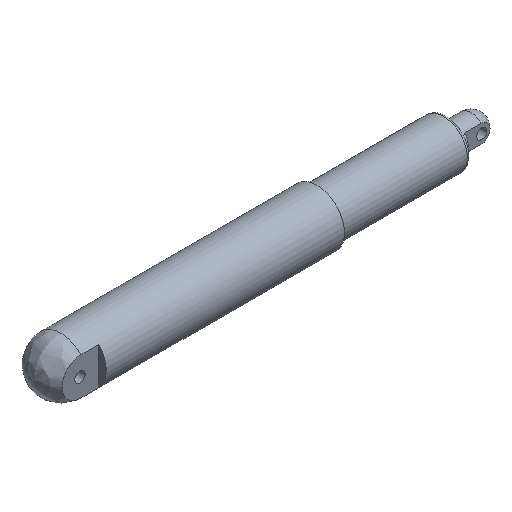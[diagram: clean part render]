
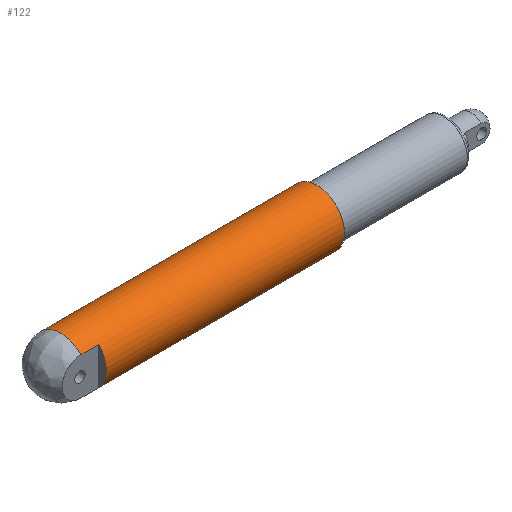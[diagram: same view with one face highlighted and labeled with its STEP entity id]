
A CAD part, isometric view. The second image highlights one B-rep face of the part: STEP entity #122.
In plain terms, the highlighted cylindrical face has radius 8.05 mm (diameter 16.1 mm), a full revolution.
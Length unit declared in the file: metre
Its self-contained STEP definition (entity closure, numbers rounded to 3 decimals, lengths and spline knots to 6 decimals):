
#122 = ADVANCED_FACE( '', ( #223, #224 ), #225, .T. );
#223 = FACE_OUTER_BOUND( '', #328, .T. );
#224 = FACE_OUTER_BOUND( '', #329, .T. );
#225 = CYLINDRICAL_SURFACE( '', #330, 0.00805 );
#328 = EDGE_LOOP( '', ( #467, #468, #469, #470, #471, #472, #473, #474 ) );
#329 = EDGE_LOOP( '', ( #475 ) );
#330 = AXIS2_PLACEMENT_3D( '', #476, #477, #478 );
#467 = ORIENTED_EDGE( '', *, *, #623, .F. );
#468 = ORIENTED_EDGE( '', *, *, #624, .T. );
#469 = ORIENTED_EDGE( '', *, *, #625, .T. );
#470 = ORIENTED_EDGE( '', *, *, #626, .F. );
#471 = ORIENTED_EDGE( '', *, *, #627, .F. );
#472 = ORIENTED_EDGE( '', *, *, #628, .T. );
#473 = ORIENTED_EDGE( '', *, *, #629, .T. );
#474 = ORIENTED_EDGE( '', *, *, #630, .F. );
#475 = ORIENTED_EDGE( '', *, *, #609, .T. );
#476 = CARTESIAN_POINT( '', ( -0.083, 0., 0. ) );
#477 = DIRECTION( '', ( -1., 0., 0. ) );
#478 = DIRECTION( '', ( 0., 0., -1. ) );
#609 = EDGE_CURVE( '', #674, #674, #675, .T. );
#623 = EDGE_CURVE( '', #696, #697, #698, .T. );
#624 = EDGE_CURVE( '', #696, #699, #700, .T. );
#625 = EDGE_CURVE( '', #699, #701, #702, .F. );
#626 = EDGE_CURVE( '', #703, #701, #704, .T. );
#627 = EDGE_CURVE( '', #705, #703, #706, .T. );
#628 = EDGE_CURVE( '', #705, #707, #708, .T. );
#629 = EDGE_CURVE( '', #707, #709, #710, .F. );
#630 = EDGE_CURVE( '', #697, #709, #711, .T. );
#674 = VERTEX_POINT( '', #767 );
#675 = CIRCLE( '', #768, 0.00805 );
#696 = VERTEX_POINT( '', #789 );
#697 = VERTEX_POINT( '', #790 );
#698 = CIRCLE( '', #791, 0.00805 );
#699 = VERTEX_POINT( '', #792 );
#700 = LINE( '', #793, #794 );
#701 = VERTEX_POINT( '', #795 );
#702 = CIRCLE( '', #796, 0.00805 );
#703 = VERTEX_POINT( '', #797 );
#704 = LINE( '', #798, #799 );
#705 = VERTEX_POINT( '', #800 );
#706 = CIRCLE( '', #801, 0.00805 );
#707 = VERTEX_POINT( '', #802 );
#708 = LINE( '', #803, #804 );
#709 = VERTEX_POINT( '', #805 );
#710 = CIRCLE( '', #806, 0.00805 );
#711 = LINE( '', #807, #808 );
#767 = CARTESIAN_POINT( '', ( 0., 0., 0.00805 ) );
#768 = AXIS2_PLACEMENT_3D( '', #946, #947, #948 );
#789 = CARTESIAN_POINT( '', ( -0.06975, 0.005875, 0.005503 ) );
#790 = CARTESIAN_POINT( '', ( -0.06975, 0.005875, -0.005503 ) );
#791 = AXIS2_PLACEMENT_3D( '', #970, #971, #972 );
#792 = CARTESIAN_POINT( '', ( -0.075, 0.005875, 0.005503 ) );
#793 = CARTESIAN_POINT( '', ( -0.06975, 0.005875, 0.005503 ) );
#794 = VECTOR( '', #973, 1. );
#795 = CARTESIAN_POINT( '', ( -0.075, -0.005875, 0.005503 ) );
#796 = AXIS2_PLACEMENT_3D( '', #974, #975, #976 );
#797 = CARTESIAN_POINT( '', ( -0.06975, -0.005875, 0.005503 ) );
#798 = CARTESIAN_POINT( '', ( -0.06975, -0.005875, 0.005503 ) );
#799 = VECTOR( '', #977, 1. );
#800 = CARTESIAN_POINT( '', ( -0.06975, -0.005875, -0.005503 ) );
#801 = AXIS2_PLACEMENT_3D( '', #978, #979, #980 );
#802 = CARTESIAN_POINT( '', ( -0.075, -0.005875, -0.005503 ) );
#803 = CARTESIAN_POINT( '', ( -0.06975, -0.005875, -0.005503 ) );
#804 = VECTOR( '', #981, 1. );
#805 = CARTESIAN_POINT( '', ( -0.075, 0.005875, -0.005503 ) );
#806 = AXIS2_PLACEMENT_3D( '', #982, #983, #984 );
#807 = CARTESIAN_POINT( '', ( -0.06975, 0.005875, -0.005503 ) );
#808 = VECTOR( '', #985, 1. );
#946 = CARTESIAN_POINT( '', ( 0., 0., 0. ) );
#947 = DIRECTION( '', ( -1., 0., 0. ) );
#948 = DIRECTION( '', ( 0., 0., 1. ) );
#970 = CARTESIAN_POINT( '', ( -0.06975, 0., 0. ) );
#971 = DIRECTION( '', ( -1., 0., 0. ) );
#972 = DIRECTION( '', ( 0., 0., 1. ) );
#973 = DIRECTION( '', ( -1., 0., 0. ) );
#974 = CARTESIAN_POINT( '', ( -0.075, 0., 0. ) );
#975 = DIRECTION( '', ( -1., 0., 0. ) );
#976 = DIRECTION( '', ( 0., 0., 1. ) );
#977 = DIRECTION( '', ( -1., 0., 0. ) );
#978 = CARTESIAN_POINT( '', ( -0.06975, 0., 0. ) );
#979 = DIRECTION( '', ( -1., 0., 0. ) );
#980 = DIRECTION( '', ( 0., 0., 1. ) );
#981 = DIRECTION( '', ( -1., 0., 0. ) );
#982 = CARTESIAN_POINT( '', ( -0.075, 0., 0. ) );
#983 = DIRECTION( '', ( -1., 0., 0. ) );
#984 = DIRECTION( '', ( 0., 0., 1. ) );
#985 = DIRECTION( '', ( -1., 0., 0. ) );
